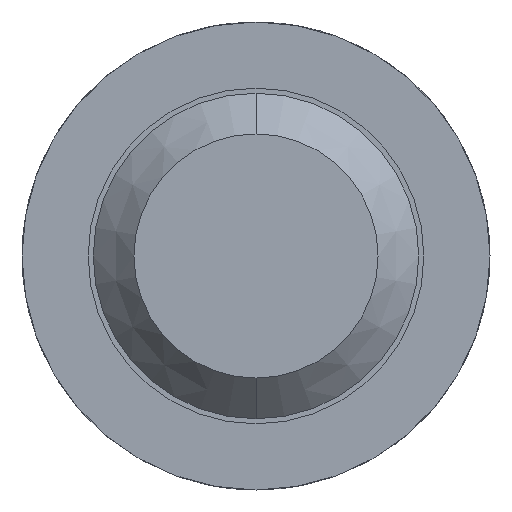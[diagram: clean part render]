
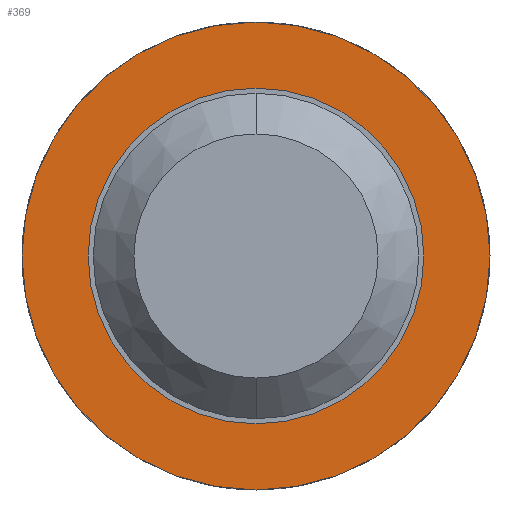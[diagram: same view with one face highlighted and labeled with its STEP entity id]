
A CAD part, front view. The second image highlights one B-rep face of the part: STEP entity #369.
In plain terms, the highlighted planar face has unit normal (0, -1, 0).
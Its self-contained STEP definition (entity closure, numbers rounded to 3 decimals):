
#132 = DIRECTION ( 'NONE',  ( 0., 0., 1. ) ) ;
#157 = ORIENTED_EDGE ( 'NONE', *, *, #4886, .T. ) ;
#280 = ORIENTED_EDGE ( 'NONE', *, *, #4533, .F. ) ;
#285 = CIRCLE ( 'NONE', #3482, 1.15 ) ;
#304 = PLANE ( 'NONE',  #2537 ) ;
#369 = ADVANCED_FACE ( 'Defeature ausgef�hrt1_42', ( #3547, #4946 ), #304, .F. ) ;
#601 = DIRECTION ( 'NONE',  ( 0., 1., 0. ) ) ;
#738 = AXIS2_PLACEMENT_3D ( 'NONE', #1637, #2063, #132 ) ;
#842 = ORIENTED_EDGE ( 'NONE', *, *, #2763, .F. ) ;
#949 = CARTESIAN_POINT ( 'NONE',  ( 0., -1.5, 0. ) ) ;
#1000 = EDGE_CURVE ( 'Defeature ausgef�hrt1_42+Defeature ausgef�hrt1_41+Defeature ausgef�hrt1_41+Defeature ausgef�hrt1_41', #3018, #4849, #1668, .T. ) ;
#1110 = DIRECTION ( 'NONE',  ( 0., 1., 0. ) ) ;
#1137 = DIRECTION ( 'NONE',  ( 0., 0., 1. ) ) ;
#1227 = ORIENTED_EDGE ( 'NONE', *, *, #1000, .T. ) ;
#1383 = CARTESIAN_POINT ( 'NONE',  ( 0., -1.5, 0. ) ) ;
#1480 = CARTESIAN_POINT ( 'NONE',  ( 0.825, -1.5, 0. ) ) ;
#1637 = CARTESIAN_POINT ( 'NONE',  ( 0., -1.5, 0. ) ) ;
#1668 = CIRCLE ( 'NONE', #2663, 0.825 ) ;
#1858 = DIRECTION ( 'NONE',  ( 0., 1., 0. ) ) ;
#2063 = DIRECTION ( 'NONE',  ( 0., 1., 0. ) ) ;
#2176 = DIRECTION ( 'NONE',  ( 0., 0., 1. ) ) ;
#2231 = CARTESIAN_POINT ( 'NONE',  ( 0., -1.5, -0.825 ) ) ;
#2537 = AXIS2_PLACEMENT_3D ( 'NONE', #1480, #1858, #3766 ) ;
#2553 = DIRECTION ( 'NONE',  ( 0., 1., 0. ) ) ;
#2663 = AXIS2_PLACEMENT_3D ( 'NONE', #949, #2553, #4430 ) ;
#2669 = CARTESIAN_POINT ( 'NONE',  ( 0., -1.5, -1.15 ) ) ;
#2743 = CARTESIAN_POINT ( 'NONE',  ( 0., -1.5, 0. ) ) ;
#2763 = EDGE_CURVE ( 'Defeature ausgef�hrt1_36+Defeature ausgef�hrt1_42+Defeature ausgef�hrt1_42+Defeature ausgef�hrt1_42', #3786, #4925, #285, .T. ) ;
#2909 = AXIS2_PLACEMENT_3D ( 'NONE', #2743, #1110, #1137 ) ;
#3018 = VERTEX_POINT ( 'NONE', #3908 ) ;
#3359 = CARTESIAN_POINT ( 'NONE',  ( 0., -1.5, 1.15 ) ) ;
#3482 = AXIS2_PLACEMENT_3D ( 'NONE', #1383, #601, #2176 ) ;
#3547 = FACE_OUTER_BOUND ( 'NONE', #4191, .T. ) ;
#3766 = DIRECTION ( 'NONE',  ( 0., 0., 1. ) ) ;
#3786 = VERTEX_POINT ( 'NONE', #3359 ) ;
#3908 = CARTESIAN_POINT ( 'NONE',  ( 0., -1.5, 0.825 ) ) ;
#4191 = EDGE_LOOP ( 'NONE', ( #842, #280 ) ) ;
#4253 = CIRCLE ( 'NONE', #738, 1.15 ) ;
#4430 = DIRECTION ( 'NONE',  ( 0., 0., 1. ) ) ;
#4533 = EDGE_CURVE ( 'Defeature ausgef�hrt1_36+Defeature ausgef�hrt1_42+Defeature ausgef�hrt1_42+Defeature ausgef�hrt1_42', #4925, #3786, #4253, .T. ) ;
#4729 = EDGE_LOOP ( 'NONE', ( #1227, #157 ) ) ;
#4849 = VERTEX_POINT ( 'NONE', #2231 ) ;
#4886 = EDGE_CURVE ( 'Defeature ausgef�hrt1_42+Defeature ausgef�hrt1_41+Defeature ausgef�hrt1_41+Defeature ausgef�hrt1_41', #4849, #3018, #4974, .T. ) ;
#4925 = VERTEX_POINT ( 'NONE', #2669 ) ;
#4946 = FACE_BOUND ( 'NONE', #4729, .T. ) ;
#4974 = CIRCLE ( 'NONE', #2909, 0.825 ) ;
